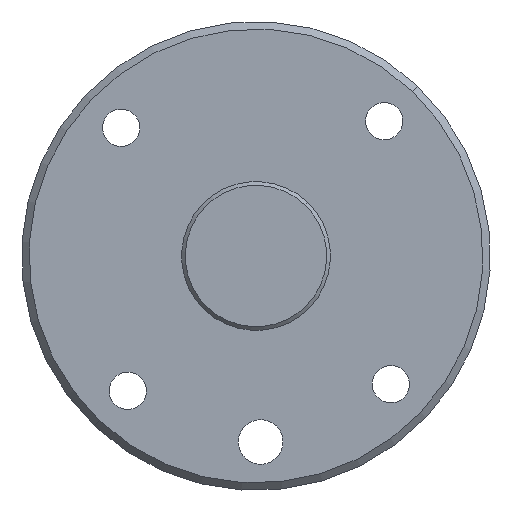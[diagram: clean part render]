
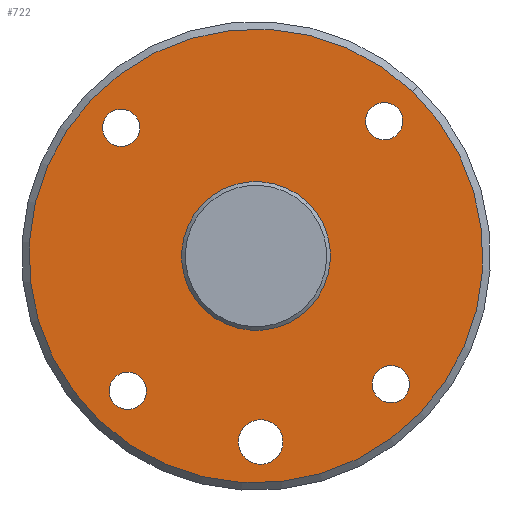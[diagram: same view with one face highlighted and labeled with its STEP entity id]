
A CAD part, left-side view. The second image highlights one B-rep face of the part: STEP entity #722.
In plain terms, the highlighted face is planar.
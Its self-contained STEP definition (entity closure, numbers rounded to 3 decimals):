
#21 = CARTESIAN_POINT ( 'NONE',  ( 15.415, -19.84, -8. ) ) ;
#24 = DIRECTION ( 'NONE',  ( -0.725, -0.689, 0. ) ) ;
#29 = FACE_BOUND ( 'NONE', #876, .T. ) ;
#35 = EDGE_CURVE ( 'NONE', #682, #888, #764, .T. ) ;
#54 = CARTESIAN_POINT ( 'NONE',  ( -18.117, -17.227, -8. ) ) ;
#55 = PLANE ( 'NONE',  #482 ) ;
#56 = AXIS2_PLACEMENT_3D ( 'NONE', #339, #982, #568 ) ;
#59 = DIRECTION ( 'NONE',  ( -0.725, -0.689, 0. ) ) ;
#73 = CARTESIAN_POINT ( 'NONE',  ( -17.227, 18.117, -8. ) ) ;
#74 = DIRECTION ( 'NONE',  ( -0.725, -0.689, 0. ) ) ;
#82 = EDGE_CURVE ( 'NONE', #823, #947, #1057, .T. ) ;
#90 = CARTESIAN_POINT ( 'NONE',  ( 19.039, -16.395, -8. ) ) ;
#100 = CARTESIAN_POINT ( 'NONE',  ( 21.706, -22.828, -8. ) ) ;
#101 = VERTEX_POINT ( 'NONE', #443 ) ;
#111 = VERTEX_POINT ( 'NONE', #451 ) ;
#131 = DIRECTION ( 'NONE',  ( 0., 0., 1. ) ) ;
#143 = EDGE_CURVE ( 'NONE', #367, #615, #1070, .T. ) ;
#152 = CARTESIAN_POINT ( 'NONE',  ( 7.247, 6.891, -8. ) ) ;
#153 = DIRECTION ( 'NONE',  ( 0., 0., 1. ) ) ;
#160 = CARTESIAN_POINT ( 'NONE',  ( 22.103, 21.017, -8. ) ) ;
#174 = ORIENTED_EDGE ( 'NONE', *, *, #82, .T. ) ;
#176 = AXIS2_PLACEMENT_3D ( 'NONE', #567, #561, #316 ) ;
#177 = CARTESIAN_POINT ( 'NONE',  ( -19.929, -18.949, -8. ) ) ;
#186 = CARTESIAN_POINT ( 'NONE',  ( -22.103, -21.017, -8. ) ) ;
#205 = CARTESIAN_POINT ( 'NONE',  ( 17.227, -18.117, -8. ) ) ;
#206 = FACE_BOUND ( 'NONE', #478, .T. ) ;
#208 = CIRCLE ( 'NONE', #176, 30.5 ) ;
#222 = AXIS2_PLACEMENT_3D ( 'NONE', #979, #318, #74 ) ;
#235 = DIRECTION ( 'NONE',  ( -0.725, -0.689, 0. ) ) ;
#246 = AXIS2_PLACEMENT_3D ( 'NONE', #73, #713, #235 ) ;
#262 = ORIENTED_EDGE ( 'NONE', *, *, #270, .F. ) ;
#268 = DIRECTION ( 'NONE',  ( -0.725, -0.689, 0. ) ) ;
#269 = VERTEX_POINT ( 'NONE', #152 ) ;
#270 = EDGE_CURVE ( 'NONE', #888, #682, #1020, .T. ) ;
#274 = FACE_BOUND ( 'NONE', #1032, .T. ) ;
#294 = ORIENTED_EDGE ( 'NONE', *, *, #312, .T. ) ;
#312 = EDGE_CURVE ( 'NONE', #947, #823, #549, .T. ) ;
#316 = DIRECTION ( 'NONE',  ( -0.725, -0.689, 0. ) ) ;
#317 = ORIENTED_EDGE ( 'NONE', *, *, #708, .T. ) ;
#318 = DIRECTION ( 'NONE',  ( 0., 0., 1. ) ) ;
#320 = AXIS2_PLACEMENT_3D ( 'NONE', #881, #153, #887 ) ;
#326 = AXIS2_PLACEMENT_3D ( 'NONE', #54, #131, #59 ) ;
#331 = AXIS2_PLACEMENT_3D ( 'NONE', #728, #395, #812 ) ;
#335 = VERTEX_POINT ( 'NONE', #985 ) ;
#339 = CARTESIAN_POINT ( 'NONE',  ( 24.992, -0.63, -8. ) ) ;
#346 = VERTEX_POINT ( 'NONE', #1002 ) ;
#353 = FACE_BOUND ( 'NONE', #570, .T. ) ;
#355 = ORIENTED_EDGE ( 'NONE', *, *, #501, .T. ) ;
#361 = ORIENTED_EDGE ( 'NONE', *, *, #964, .T. ) ;
#365 = ORIENTED_EDGE ( 'NONE', *, *, #830, .T. ) ;
#367 = VERTEX_POINT ( 'NONE', #21 ) ;
#395 = DIRECTION ( 'NONE',  ( 0., 0., -1. ) ) ;
#397 = DIRECTION ( 'NONE',  ( 0., 0., 1. ) ) ;
#412 = AXIS2_PLACEMENT_3D ( 'NONE', #205, #864, #961 ) ;
#413 = DIRECTION ( 'NONE',  ( 0., 0., 1. ) ) ;
#430 = DIRECTION ( 'NONE',  ( 0., 0., -1. ) ) ;
#440 = CARTESIAN_POINT ( 'NONE',  ( 22.818, -2.697, -8. ) ) ;
#443 = CARTESIAN_POINT ( 'NONE',  ( -16.306, -15.504, -8. ) ) ;
#451 = CARTESIAN_POINT ( 'NONE',  ( -19.039, 16.395, -8. ) ) ;
#458 = ORIENTED_EDGE ( 'NONE', *, *, #844, .T. ) ;
#459 = CARTESIAN_POINT ( 'NONE',  ( 27.166, 1.438, -8. ) ) ;
#467 = EDGE_CURVE ( 'NONE', #335, #111, #750, .T. ) ;
#472 = FACE_OUTER_BOUND ( 'NONE', #488, .T. ) ;
#473 = ORIENTED_EDGE ( 'NONE', *, *, #755, .T. ) ;
#477 = CARTESIAN_POINT ( 'NONE',  ( -18.117, -17.227, -8. ) ) ;
#478 = EDGE_LOOP ( 'NONE', ( #365, #458 ) ) ;
#482 = AXIS2_PLACEMENT_3D ( 'NONE', #100, #546, #268 ) ;
#488 = EDGE_LOOP ( 'NONE', ( #317, #748 ) ) ;
#490 = DIRECTION ( 'NONE',  ( -0.725, -0.689, 0. ) ) ;
#501 = EDGE_CURVE ( 'NONE', #269, #346, #921, .T. ) ;
#510 = AXIS2_PLACEMENT_3D ( 'NONE', #763, #430, #24 ) ;
#530 = ORIENTED_EDGE ( 'NONE', *, *, #959, .T. ) ;
#532 = DIRECTION ( 'NONE',  ( -0.725, -0.689, 0. ) ) ;
#540 = FACE_BOUND ( 'NONE', #836, .T. ) ;
#546 = DIRECTION ( 'NONE',  ( 0., 0., 1. ) ) ;
#549 = CIRCLE ( 'NONE', #222, 2.5 ) ;
#561 = DIRECTION ( 'NONE',  ( 0., 0., -1. ) ) ;
#563 = CIRCLE ( 'NONE', #738, 10. ) ;
#567 = CARTESIAN_POINT ( 'NONE',  ( 0., 0., -8. ) ) ;
#568 = DIRECTION ( 'NONE',  ( -0.725, -0.689, 0. ) ) ;
#570 = EDGE_LOOP ( 'NONE', ( #174, #294 ) ) ;
#597 = VERTEX_POINT ( 'NONE', #177 ) ;
#601 = CARTESIAN_POINT ( 'NONE',  ( 0., 0., -8. ) ) ;
#615 = VERTEX_POINT ( 'NONE', #90 ) ;
#631 = CIRCLE ( 'NONE', #320, 2.5 ) ;
#634 = DIRECTION ( 'NONE',  ( 0., 0., 1. ) ) ;
#635 = DIRECTION ( 'NONE',  ( -0.725, -0.689, 0. ) ) ;
#645 = ORIENTED_EDGE ( 'NONE', *, *, #143, .T. ) ;
#682 = VERTEX_POINT ( 'NONE', #440 ) ;
#708 = EDGE_CURVE ( 'NONE', #765, #1010, #804, .T. ) ;
#713 = DIRECTION ( 'NONE',  ( 0., 0., 1. ) ) ;
#722 = ADVANCED_FACE ( 'NONE', ( #472, #274, #206, #540, #353, #29, #865 ), #55, .F. ) ;
#728 = CARTESIAN_POINT ( 'NONE',  ( 24.992, -0.63, -8. ) ) ;
#738 = AXIS2_PLACEMENT_3D ( 'NONE', #601, #932, #635 ) ;
#748 = ORIENTED_EDGE ( 'NONE', *, *, #993, .T. ) ;
#750 = CIRCLE ( 'NONE', #246, 2.5 ) ;
#755 = EDGE_CURVE ( 'NONE', #346, #269, #563, .T. ) ;
#758 = DIRECTION ( 'NONE',  ( -0.725, -0.689, 0. ) ) ;
#763 = CARTESIAN_POINT ( 'NONE',  ( 0., 0., -8. ) ) ;
#764 = CIRCLE ( 'NONE', #56, 3. ) ;
#765 = VERTEX_POINT ( 'NONE', #186 ) ;
#786 = EDGE_LOOP ( 'NONE', ( #473, #355 ) ) ;
#787 = ORIENTED_EDGE ( 'NONE', *, *, #467, .T. ) ;
#800 = CARTESIAN_POINT ( 'NONE',  ( 16.306, 15.504, -8. ) ) ;
#802 = ORIENTED_EDGE ( 'NONE', *, *, #35, .F. ) ;
#804 = CIRCLE ( 'NONE', #510, 30.5 ) ;
#807 = DIRECTION ( 'NONE',  ( -0.725, -0.689, 0. ) ) ;
#812 = DIRECTION ( 'NONE',  ( -0.725, -0.689, 0. ) ) ;
#823 = VERTEX_POINT ( 'NONE', #800 ) ;
#830 = EDGE_CURVE ( 'NONE', #597, #101, #944, .T. ) ;
#834 = AXIS2_PLACEMENT_3D ( 'NONE', #477, #397, #758 ) ;
#836 = EDGE_LOOP ( 'NONE', ( #530, #787 ) ) ;
#844 = EDGE_CURVE ( 'NONE', #101, #597, #1066, .T. ) ;
#864 = DIRECTION ( 'NONE',  ( 0., 0., 1. ) ) ;
#865 = FACE_BOUND ( 'NONE', #786, .T. ) ;
#873 = AXIS2_PLACEMENT_3D ( 'NONE', #949, #634, #532 ) ;
#876 = EDGE_LOOP ( 'NONE', ( #645, #361 ) ) ;
#881 = CARTESIAN_POINT ( 'NONE',  ( -17.227, 18.117, -8. ) ) ;
#885 = CARTESIAN_POINT ( 'NONE',  ( 0., 0., -8. ) ) ;
#886 = CIRCLE ( 'NONE', #922, 2.5 ) ;
#887 = DIRECTION ( 'NONE',  ( -0.725, -0.689, 0. ) ) ;
#888 = VERTEX_POINT ( 'NONE', #459 ) ;
#889 = DIRECTION ( 'NONE',  ( 0., 0., 1. ) ) ;
#891 = CARTESIAN_POINT ( 'NONE',  ( 17.227, -18.117, -8. ) ) ;
#921 = CIRCLE ( 'NONE', #1044, 10. ) ;
#922 = AXIS2_PLACEMENT_3D ( 'NONE', #891, #413, #490 ) ;
#932 = DIRECTION ( 'NONE',  ( 0., 0., 1. ) ) ;
#944 = CIRCLE ( 'NONE', #834, 2.5 ) ;
#947 = VERTEX_POINT ( 'NONE', #976 ) ;
#949 = CARTESIAN_POINT ( 'NONE',  ( 18.117, 17.227, -8. ) ) ;
#959 = EDGE_CURVE ( 'NONE', #111, #335, #631, .T. ) ;
#961 = DIRECTION ( 'NONE',  ( -0.725, -0.689, 0. ) ) ;
#964 = EDGE_CURVE ( 'NONE', #615, #367, #886, .T. ) ;
#976 = CARTESIAN_POINT ( 'NONE',  ( 19.929, 18.949, -8. ) ) ;
#979 = CARTESIAN_POINT ( 'NONE',  ( 18.117, 17.227, -8. ) ) ;
#982 = DIRECTION ( 'NONE',  ( 0., 0., -1. ) ) ;
#985 = CARTESIAN_POINT ( 'NONE',  ( -15.415, 19.84, -8. ) ) ;
#993 = EDGE_CURVE ( 'NONE', #1010, #765, #208, .T. ) ;
#1002 = CARTESIAN_POINT ( 'NONE',  ( -7.247, -6.891, -8. ) ) ;
#1010 = VERTEX_POINT ( 'NONE', #160 ) ;
#1020 = CIRCLE ( 'NONE', #331, 3. ) ;
#1032 = EDGE_LOOP ( 'NONE', ( #802, #262 ) ) ;
#1044 = AXIS2_PLACEMENT_3D ( 'NONE', #885, #889, #807 ) ;
#1057 = CIRCLE ( 'NONE', #873, 2.5 ) ;
#1066 = CIRCLE ( 'NONE', #326, 2.5 ) ;
#1070 = CIRCLE ( 'NONE', #412, 2.5 ) ;
